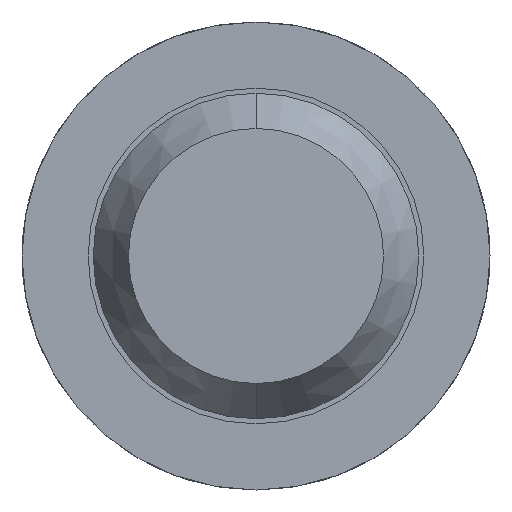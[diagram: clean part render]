
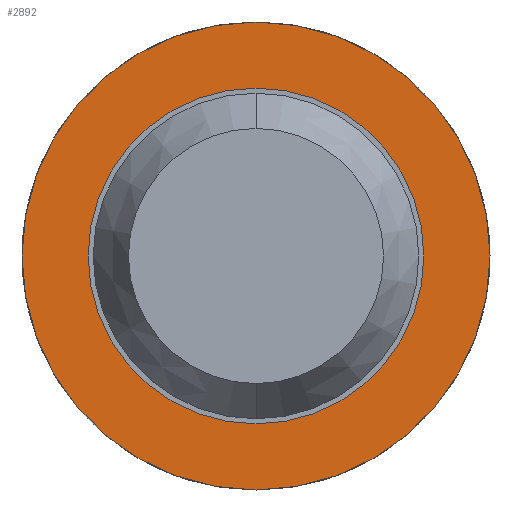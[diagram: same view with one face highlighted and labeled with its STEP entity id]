
A CAD part, front view. The second image highlights one B-rep face of the part: STEP entity #2892.
In plain terms, the highlighted planar face has unit normal (0, -1, 0).
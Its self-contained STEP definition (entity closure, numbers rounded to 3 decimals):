
#140 = CIRCLE ( 'NONE', #3751, 0.825 ) ;
#178 = DIRECTION ( 'NONE',  ( 0., 0., 1. ) ) ;
#383 = DIRECTION ( 'NONE',  ( 0., 0., 1. ) ) ;
#390 = ORIENTED_EDGE ( 'NONE', *, *, #813, .F. ) ;
#573 = DIRECTION ( 'NONE',  ( 0., 1., 0. ) ) ;
#611 = DIRECTION ( 'NONE',  ( 0., 1., 0. ) ) ;
#626 = FACE_OUTER_BOUND ( 'NONE', #3714, .T. ) ;
#725 = FACE_BOUND ( 'NONE', #3208, .T. ) ;
#813 = EDGE_CURVE ( 'Defeature ausgef�hrt1_0+Defeature ausgef�hrt1_7+Defeature ausgef�hrt1_7+Defeature ausgef�hrt1_7', #1441, #3110, #4049, .T. ) ;
#854 = CARTESIAN_POINT ( 'NONE',  ( 0., -1.7, -0.825 ) ) ;
#872 = EDGE_CURVE ( 'Defeature ausgef�hrt1_7+Defeature ausgef�hrt1_6+Defeature ausgef�hrt1_6+Defeature ausgef�hrt1_6', #3731, #2278, #140, .T. ) ;
#1259 = PLANE ( 'NONE',  #3556 ) ;
#1441 = VERTEX_POINT ( 'NONE', #1813 ) ;
#1813 = CARTESIAN_POINT ( 'NONE',  ( 0., -1.7, -1.15 ) ) ;
#1821 = AXIS2_PLACEMENT_3D ( 'NONE', #2717, #3376, #2741 ) ;
#1893 = DIRECTION ( 'NONE',  ( 0., 0., 1. ) ) ;
#1936 = AXIS2_PLACEMENT_3D ( 'NONE', #1962, #2281, #383 ) ;
#1962 = CARTESIAN_POINT ( 'NONE',  ( 0., -1.7, 0. ) ) ;
#2034 = CIRCLE ( 'NONE', #4052, 0.825 ) ;
#2071 = CARTESIAN_POINT ( 'NONE',  ( 0., -1.7, 0. ) ) ;
#2278 = VERTEX_POINT ( 'NONE', #854 ) ;
#2281 = DIRECTION ( 'NONE',  ( 0., 1., 0. ) ) ;
#2419 = DIRECTION ( 'NONE',  ( 0., 1., 0. ) ) ;
#2628 = CARTESIAN_POINT ( 'NONE',  ( 0., -1.7, 0.825 ) ) ;
#2717 = CARTESIAN_POINT ( 'NONE',  ( 0., -1.7, 0. ) ) ;
#2741 = DIRECTION ( 'NONE',  ( 0., 0., 1. ) ) ;
#2791 = DIRECTION ( 'NONE',  ( 0., 0., 1. ) ) ;
#2797 = EDGE_CURVE ( 'Defeature ausgef�hrt1_7+Defeature ausgef�hrt1_6+Defeature ausgef�hrt1_6+Defeature ausgef�hrt1_6', #2278, #3731, #2034, .T. ) ;
#2892 = ADVANCED_FACE ( 'Defeature ausgef�hrt1_7', ( #626, #725 ), #1259, .F. ) ;
#2993 = ORIENTED_EDGE ( 'NONE', *, *, #872, .T. ) ;
#3057 = CIRCLE ( 'NONE', #1936, 1.15 ) ;
#3071 = ORIENTED_EDGE ( 'NONE', *, *, #2797, .T. ) ;
#3110 = VERTEX_POINT ( 'NONE', #3248 ) ;
#3112 = EDGE_CURVE ( 'Defeature ausgef�hrt1_0+Defeature ausgef�hrt1_7+Defeature ausgef�hrt1_7+Defeature ausgef�hrt1_7', #3110, #1441, #3057, .T. ) ;
#3208 = EDGE_LOOP ( 'NONE', ( #2993, #3071 ) ) ;
#3248 = CARTESIAN_POINT ( 'NONE',  ( 0., -1.7, 1.15 ) ) ;
#3376 = DIRECTION ( 'NONE',  ( 0., 1., 0. ) ) ;
#3479 = CARTESIAN_POINT ( 'NONE',  ( 0.825, -1.7, 0. ) ) ;
#3556 = AXIS2_PLACEMENT_3D ( 'NONE', #3479, #573, #1893 ) ;
#3687 = ORIENTED_EDGE ( 'NONE', *, *, #3112, .F. ) ;
#3714 = EDGE_LOOP ( 'NONE', ( #3687, #390 ) ) ;
#3731 = VERTEX_POINT ( 'NONE', #2628 ) ;
#3751 = AXIS2_PLACEMENT_3D ( 'NONE', #2071, #2419, #178 ) ;
#3753 = CARTESIAN_POINT ( 'NONE',  ( 0., -1.7, 0. ) ) ;
#4049 = CIRCLE ( 'NONE', #1821, 1.15 ) ;
#4052 = AXIS2_PLACEMENT_3D ( 'NONE', #3753, #611, #2791 ) ;
